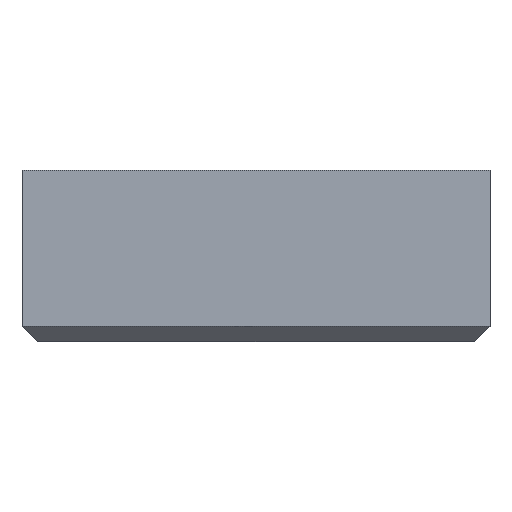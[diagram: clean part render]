
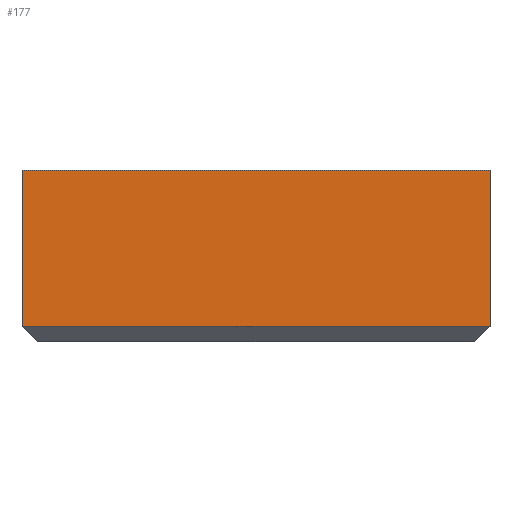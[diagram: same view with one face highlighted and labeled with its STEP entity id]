
A CAD part, left-side view. The second image highlights one B-rep face of the part: STEP entity #177.
In plain terms, the highlighted planar face has unit normal (-1, 0, 0).
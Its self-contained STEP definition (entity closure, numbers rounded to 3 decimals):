
#32 = VERTEX_POINT('',#33);
#33 = CARTESIAN_POINT('',(-43.131,59.2,3.));
#39 = EDGE_CURVE('',#32,#40,#42,.T.);
#40 = VERTEX_POINT('',#41);
#41 = CARTESIAN_POINT('',(-43.131,59.2,5.));
#42 = LINE('',#43,#44);
#43 = CARTESIAN_POINT('',(-43.131,59.2,2.8));
#44 = VECTOR('',#45,1.);
#45 = DIRECTION('',(0.,0.,1.));
#142 = EDGE_CURVE('',#40,#143,#145,.T.);
#143 = VERTEX_POINT('',#144);
#144 = CARTESIAN_POINT('',(-43.131,53.2,5.));
#145 = LINE('',#146,#147);
#146 = CARTESIAN_POINT('',(-43.131,59.2,5.));
#147 = VECTOR('',#148,1.);
#148 = DIRECTION('',(0.,-1.,0.));
#177 = ADVANCED_FACE('',(#178),#196,.F.);
#178 = FACE_BOUND('',#179,.F.);
#179 = EDGE_LOOP('',(#180,#188,#194,#195));
#180 = ORIENTED_EDGE('',*,*,#181,.T.);
#181 = EDGE_CURVE('',#143,#182,#184,.T.);
#182 = VERTEX_POINT('',#183);
#183 = CARTESIAN_POINT('',(-43.131,53.2,3.));
#184 = LINE('',#185,#186);
#185 = CARTESIAN_POINT('',(-43.131,53.2,5.));
#186 = VECTOR('',#187,1.);
#187 = DIRECTION('',(0.,0.,-1.));
#188 = ORIENTED_EDGE('',*,*,#189,.T.);
#189 = EDGE_CURVE('',#182,#32,#190,.T.);
#190 = LINE('',#191,#192);
#191 = CARTESIAN_POINT('',(-43.131,53.2,3.));
#192 = VECTOR('',#193,1.);
#193 = DIRECTION('',(0.,1.,0.));
#194 = ORIENTED_EDGE('',*,*,#39,.T.);
#195 = ORIENTED_EDGE('',*,*,#142,.T.);
#196 = PLANE('',#197);
#197 = AXIS2_PLACEMENT_3D('',#198,#199,#200);
#198 = CARTESIAN_POINT('',(-43.131,56.2,3.9));
#199 = DIRECTION('',(1.,0.,0.));
#200 = DIRECTION('',(0.,1.,0.));
